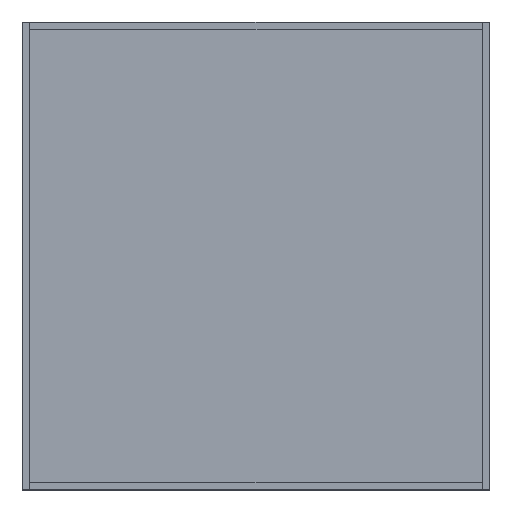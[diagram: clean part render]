
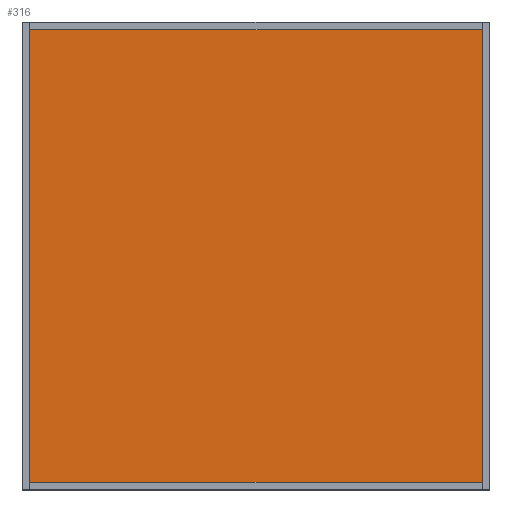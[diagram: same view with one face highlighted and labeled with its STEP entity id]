
A CAD part, top view. The second image highlights one B-rep face of the part: STEP entity #316.
In plain terms, the highlighted planar face has unit normal (0, 0, 1).
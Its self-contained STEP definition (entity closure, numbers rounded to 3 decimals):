
#58=FACE_OUTER_BOUND('',#76,.T.);
#76=EDGE_LOOP('',(#256,#257,#258,#259));
#98=LINE('',#517,#134);
#101=LINE('',#523,#137);
#104=LINE('',#529,#140);
#107=LINE('',#533,#143);
#134=VECTOR('',#423,10.);
#137=VECTOR('',#428,10.);
#140=VECTOR('',#433,10.);
#143=VECTOR('',#438,10.);
#166=VERTEX_POINT('',#514);
#167=VERTEX_POINT('',#516);
#169=VERTEX_POINT('',#522);
#171=VERTEX_POINT('',#528);
#194=EDGE_CURVE('',#167,#166,#98,.T.);
#197=EDGE_CURVE('',#169,#167,#101,.T.);
#200=EDGE_CURVE('',#171,#169,#104,.T.);
#203=EDGE_CURVE('',#166,#171,#107,.T.);
#256=ORIENTED_EDGE('',*,*,#203,.T.);
#257=ORIENTED_EDGE('',*,*,#200,.T.);
#258=ORIENTED_EDGE('',*,*,#197,.T.);
#259=ORIENTED_EDGE('',*,*,#194,.T.);
#298=PLANE('',#374);
#316=ADVANCED_FACE('',(#58),#298,.T.);
#374=AXIS2_PLACEMENT_3D('',#534,#439,#440);
#423=DIRECTION('',(1.,0.,0.));
#428=DIRECTION('',(0.,-1.,0.));
#433=DIRECTION('',(-1.,0.,0.));
#438=DIRECTION('',(0.,1.,0.));
#439=DIRECTION('center_axis',(0.,0.,1.));
#440=DIRECTION('ref_axis',(1.,0.,0.));
#514=CARTESIAN_POINT('',(650.,-650.,22.));
#516=CARTESIAN_POINT('',(-650.,-650.,22.));
#517=CARTESIAN_POINT('',(-650.,-650.,22.));
#522=CARTESIAN_POINT('',(-650.,650.,22.));
#523=CARTESIAN_POINT('',(-650.,650.,22.));
#528=CARTESIAN_POINT('',(650.,650.,22.));
#529=CARTESIAN_POINT('',(650.,650.,22.));
#533=CARTESIAN_POINT('',(650.,-650.,22.));
#534=CARTESIAN_POINT('Origin',(0.,0.,22.));
